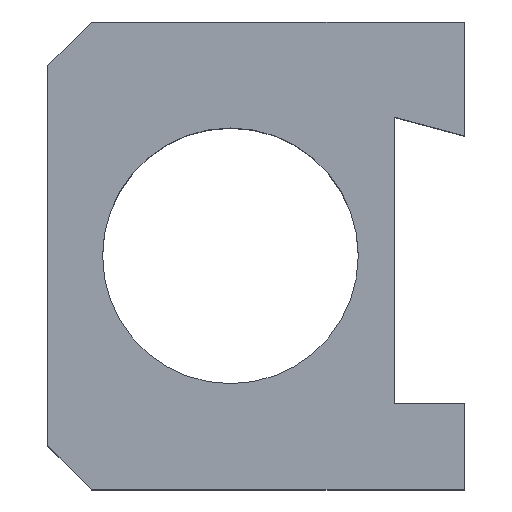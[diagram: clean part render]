
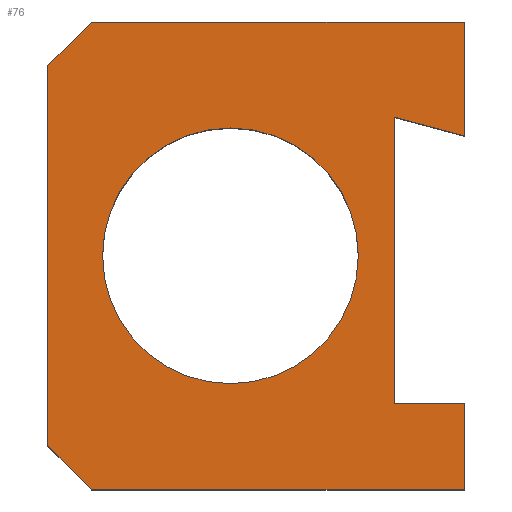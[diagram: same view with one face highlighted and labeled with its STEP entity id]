
A CAD part, top view. The second image highlights one B-rep face of the part: STEP entity #76.
In plain terms, the highlighted planar face has unit normal (0, 0, 1).
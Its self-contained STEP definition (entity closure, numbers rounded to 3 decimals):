
#4 = CARTESIAN_POINT ( 'NONE',  ( 9.45, -10.1, 15.7 ) ) ;
#12 = DIRECTION ( 'NONE',  ( -1., 0., 0. ) ) ;
#16 = CARTESIAN_POINT ( 'NONE',  ( 9.45, -10.1, 15.7 ) ) ;
#19 = FACE_BOUND ( 'NONE', #295, .T. ) ;
#41 = VERTEX_POINT ( 'NONE', #238 ) ;
#43 = VECTOR ( 'NONE', #561, 1000. ) ;
#49 = VECTOR ( 'NONE', #12, 1000. ) ;
#56 = CARTESIAN_POINT ( 'NONE',  ( -14.25, 16., 15.7 ) ) ;
#59 = DIRECTION ( 'NONE',  ( 0., 0., 1. ) ) ;
#60 = EDGE_CURVE ( 'NONE', #200, #160, #490, .T. ) ;
#64 = DIRECTION ( 'NONE',  ( 0., 1., 0. ) ) ;
#69 = ORIENTED_EDGE ( 'NONE', *, *, #556, .T. ) ;
#73 = LINE ( 'NONE', #136, #522 ) ;
#76 = ADVANCED_FACE ( 'NONE', ( #19, #387 ), #279, .T. ) ;
#83 = VERTEX_POINT ( 'NONE', #139 ) ;
#84 = ORIENTED_EDGE ( 'NONE', *, *, #420, .T. ) ;
#86 = AXIS2_PLACEMENT_3D ( 'NONE', #550, #187, #506 ) ;
#89 = EDGE_CURVE ( 'NONE', #350, #293, #125, .T. ) ;
#91 = CARTESIAN_POINT ( 'NONE',  ( 14.25, -10.1, 15.7 ) ) ;
#100 = VERTEX_POINT ( 'NONE', #555 ) ;
#103 = CARTESIAN_POINT ( 'NONE',  ( -10.5, 0., 15.7 ) ) ;
#105 = CARTESIAN_POINT ( 'NONE',  ( -14.25, -16., 15.7 ) ) ;
#109 = CARTESIAN_POINT ( 'NONE',  ( 14.25, 16., 15.7 ) ) ;
#119 = DIRECTION ( 'NONE',  ( 1., 0., 0. ) ) ;
#122 = LINE ( 'NONE', #109, #250 ) ;
#124 = EDGE_CURVE ( 'NONE', #41, #311, #467, .T. ) ;
#125 = CIRCLE ( 'NONE', #433, 8.75 ) ;
#126 = ORIENTED_EDGE ( 'NONE', *, *, #89, .F. ) ;
#136 = CARTESIAN_POINT ( 'NONE',  ( 9.45, 9.486, 15.7 ) ) ;
#139 = CARTESIAN_POINT ( 'NONE',  ( -14.25, -13., 15.7 ) ) ;
#148 = CARTESIAN_POINT ( 'NONE',  ( -13.625, 13.625, 15.7 ) ) ;
#149 = DIRECTION ( 'NONE',  ( 0., 1., 0. ) ) ;
#158 = LINE ( 'NONE', #105, #380 ) ;
#160 = VERTEX_POINT ( 'NONE', #249 ) ;
#163 = ORIENTED_EDGE ( 'NONE', *, *, #485, .F. ) ;
#166 = CIRCLE ( 'NONE', #86, 8.75 ) ;
#177 = VECTOR ( 'NONE', #504, 1000. ) ;
#180 = VERTEX_POINT ( 'NONE', #568 ) ;
#185 = DIRECTION ( 'NONE',  ( 0., -1., 0. ) ) ;
#187 = DIRECTION ( 'NONE',  ( 0., 0., 1. ) ) ;
#196 = CARTESIAN_POINT ( 'NONE',  ( -11.25, 16., 15.7 ) ) ;
#200 = VERTEX_POINT ( 'NONE', #196 ) ;
#205 = CARTESIAN_POINT ( 'NONE',  ( -1.75, 0., 15.7 ) ) ;
#215 = ORIENTED_EDGE ( 'NONE', *, *, #60, .T. ) ;
#217 = VECTOR ( 'NONE', #64, 1000. ) ;
#221 = DIRECTION ( 'NONE',  ( 0., -1., 0. ) ) ;
#227 = CARTESIAN_POINT ( 'NONE',  ( -14.25, 16., 15.7 ) ) ;
#238 = CARTESIAN_POINT ( 'NONE',  ( 14.25, 8.2, 15.7 ) ) ;
#249 = CARTESIAN_POINT ( 'NONE',  ( -14.25, 13., 15.7 ) ) ;
#250 = VECTOR ( 'NONE', #149, 1000. ) ;
#254 = ORIENTED_EDGE ( 'NONE', *, *, #462, .F. ) ;
#268 = VECTOR ( 'NONE', #553, 1000. ) ;
#272 = DIRECTION ( 'NONE',  ( 1., 0., 0. ) ) ;
#279 = PLANE ( 'NONE',  #341 ) ;
#287 = CARTESIAN_POINT ( 'NONE',  ( 9.45, 9.486, 15.7 ) ) ;
#290 = ORIENTED_EDGE ( 'NONE', *, *, #383, .F. ) ;
#293 = VERTEX_POINT ( 'NONE', #461 ) ;
#295 = EDGE_LOOP ( 'NONE', ( #290, #126 ) ) ;
#303 = ORIENTED_EDGE ( 'NONE', *, *, #124, .F. ) ;
#305 = EDGE_CURVE ( 'NONE', #160, #83, #580, .T. ) ;
#311 = VERTEX_POINT ( 'NONE', #505 ) ;
#321 = CARTESIAN_POINT ( 'NONE',  ( 14.25, -16., 15.7 ) ) ;
#325 = DIRECTION ( 'NONE',  ( 1., 0., 0. ) ) ;
#330 = CARTESIAN_POINT ( 'NONE',  ( 14.25, 16., 15.7 ) ) ;
#332 = ORIENTED_EDGE ( 'NONE', *, *, #305, .T. ) ;
#341 = AXIS2_PLACEMENT_3D ( 'NONE', #415, #59, #325 ) ;
#349 = EDGE_CURVE ( 'NONE', #83, #180, #532, .T. ) ;
#350 = VERTEX_POINT ( 'NONE', #103 ) ;
#359 = EDGE_CURVE ( 'NONE', #100, #200, #405, .T. ) ;
#380 = VECTOR ( 'NONE', #272, 1000. ) ;
#383 = EDGE_CURVE ( 'NONE', #293, #350, #166, .T. ) ;
#384 = DIRECTION ( 'NONE',  ( 0., 0., 1. ) ) ;
#387 = FACE_OUTER_BOUND ( 'NONE', #445, .T. ) ;
#405 = LINE ( 'NONE', #227, #49 ) ;
#406 = LINE ( 'NONE', #16, #268 ) ;
#410 = CARTESIAN_POINT ( 'NONE',  ( -13.625, -13.625, 15.7 ) ) ;
#415 = CARTESIAN_POINT ( 'NONE',  ( 0., 0., 15.7 ) ) ;
#420 = EDGE_CURVE ( 'NONE', #180, #510, #158, .T. ) ;
#433 = AXIS2_PLACEMENT_3D ( 'NONE', #205, #384, #119 ) ;
#445 = EDGE_LOOP ( 'NONE', ( #303, #69, #491, #215, #332, #527, #84, #455, #163, #254 ) ) ;
#455 = ORIENTED_EDGE ( 'NONE', *, *, #576, .T. ) ;
#456 = VERTEX_POINT ( 'NONE', #91 ) ;
#461 = CARTESIAN_POINT ( 'NONE',  ( 7., 0., 15.7 ) ) ;
#462 = EDGE_CURVE ( 'NONE', #311, #474, #73, .T. ) ;
#467 = LINE ( 'NONE', #287, #483 ) ;
#474 = VERTEX_POINT ( 'NONE', #4 ) ;
#483 = VECTOR ( 'NONE', #571, 1000. ) ;
#485 = EDGE_CURVE ( 'NONE', #474, #456, #406, .T. ) ;
#490 = LINE ( 'NONE', #148, #43 ) ;
#491 = ORIENTED_EDGE ( 'NONE', *, *, #359, .T. ) ;
#504 = DIRECTION ( 'NONE',  ( 0.707, -0.707, 0. ) ) ;
#505 = CARTESIAN_POINT ( 'NONE',  ( 9.45, 9.486, 15.7 ) ) ;
#506 = DIRECTION ( 'NONE',  ( 1., 0., 0. ) ) ;
#510 = VERTEX_POINT ( 'NONE', #321 ) ;
#522 = VECTOR ( 'NONE', #221, 1000. ) ;
#527 = ORIENTED_EDGE ( 'NONE', *, *, #349, .T. ) ;
#532 = LINE ( 'NONE', #410, #177 ) ;
#546 = VECTOR ( 'NONE', #185, 1000. ) ;
#550 = CARTESIAN_POINT ( 'NONE',  ( -1.75, 0., 15.7 ) ) ;
#553 = DIRECTION ( 'NONE',  ( 1., 0., 0. ) ) ;
#555 = CARTESIAN_POINT ( 'NONE',  ( 14.25, 16., 15.7 ) ) ;
#556 = EDGE_CURVE ( 'NONE', #41, #100, #122, .T. ) ;
#561 = DIRECTION ( 'NONE',  ( -0.707, -0.707, 0. ) ) ;
#568 = CARTESIAN_POINT ( 'NONE',  ( -11.25, -16., 15.7 ) ) ;
#571 = DIRECTION ( 'NONE',  ( -0.966, 0.259, 0. ) ) ;
#576 = EDGE_CURVE ( 'NONE', #510, #456, #577, .T. ) ;
#577 = LINE ( 'NONE', #330, #217 ) ;
#580 = LINE ( 'NONE', #56, #546 ) ;
